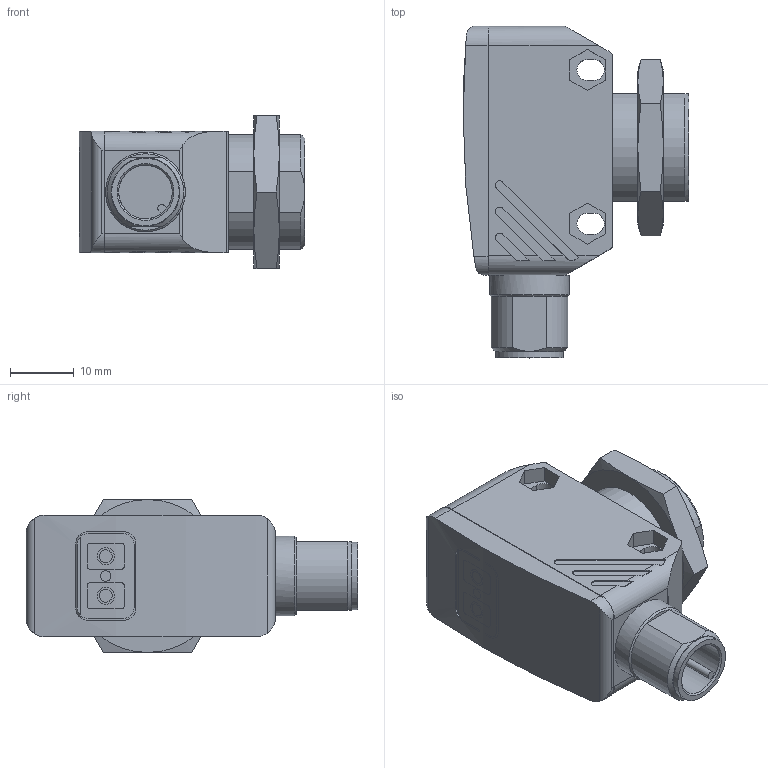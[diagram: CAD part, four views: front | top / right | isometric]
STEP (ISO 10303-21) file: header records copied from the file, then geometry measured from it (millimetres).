
FILE_DESCRIPTION( ( 'STEP AP203' ), '1' );
FILE_NAME( 'OGH580.stp', '2021-05-20T09:40:11', ( 'License CC BY-ND 4.0' ), ( 'CADENAS' ), ' ', 'PARTsolutions', ' ' );
FILE_SCHEMA( ( 'CONFIG_CONTROL_DESIGN' ) );
Length unit declared in the file: millimetre
Products named in the file (1): _OGH580
Bounding box: 35.4 x 52.05 x 24 mm (x, y, z)
Volume: 20504.2 mm3; surface area: 6459.3 mm2
Topology: 1 solids, 6 shells, 217 faces, 541 edges, 348 vertices
Faces by surface type: plane 133, cylinder 49, cone 35
Full cylindrical faces by diameter (mm): 2.4 x2, 8.4 x1, 10.6 x1, 12.5 x1
Entity records: 6505 total; most frequent: CARTESIAN_POINT 1347, DIRECTION 1061, ORIENTED_EDGE 1024, EDGE_CURVE 512, AXIS2_PLACEMENT_3D 373, VERTEX_POINT 343, LINE 315, VECTOR 315
